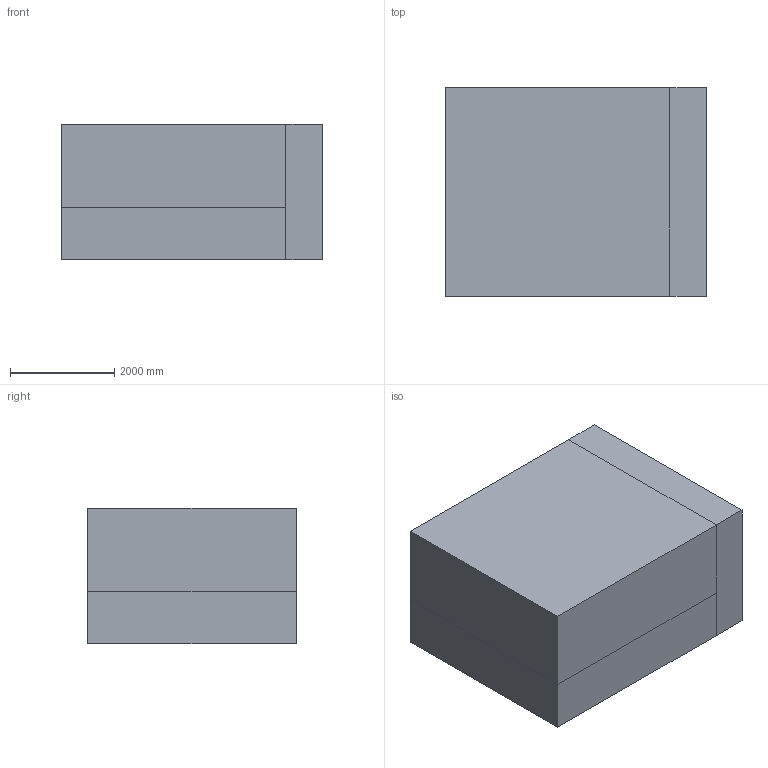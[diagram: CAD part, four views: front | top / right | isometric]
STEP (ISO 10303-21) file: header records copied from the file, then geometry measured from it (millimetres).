
FILE_DESCRIPTION(/* description */ ('STEP AP203'),/* implementation_level */ '2;1');
FILE_NAME(/* name */ 'house_1',/* time_stamp */ '2024-09-05T08:07:04+03:30',/* author */ (' '),/* organization */ (' '),/* preprocessor_version */ 'ST-DEVELOPER v19.4',/* originating_system */ ' ',/* authorisation */ ' ');
FILE_SCHEMA (('CONFIG_CONTROL_DESIGN'));
Length unit declared in the file: metre
Products named in the file (7): id2; id5; id8; room(rack); id14; id17; id20
Bounding box: 5000 x 4000 x 2600 mm (x, y, z)
Volume: 50587946298.4 mm3; surface area: 178073598.6 mm2
Topology: 7 solids, 7 shells, 387 faces, 963 edges, 620 vertices
Faces by surface type: plane 233, cylinder 80, bspline 69, cone 4, sphere 1
Entity records: 35431 total; most frequent: CARTESIAN_POINT 23884, ORIENTED_EDGE 1906, DIRECTION 1670, EDGE_CURVE 953, VERTEX_POINT 628, LINE 592, VECTOR 592, AXIS2_PLACEMENT_3D 539
